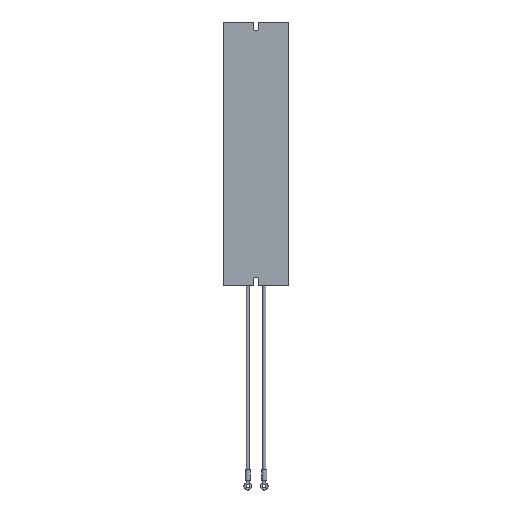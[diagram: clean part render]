
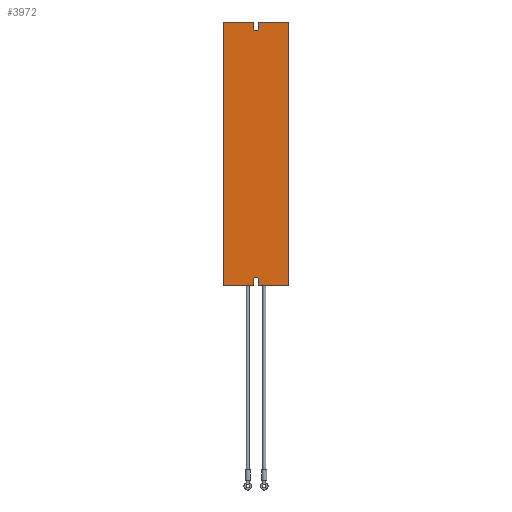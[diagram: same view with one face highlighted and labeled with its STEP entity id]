
A CAD part, front view. The second image highlights one B-rep face of the part: STEP entity #3972.
In plain terms, the highlighted planar face has unit normal (0, -1, 0).
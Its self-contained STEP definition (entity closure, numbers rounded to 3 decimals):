
#50 = VERTEX_POINT ( 'NONE', #1187 ) ;
#82 = ORIENTED_EDGE ( 'NONE', *, *, #3043, .T. ) ;
#122 = VECTOR ( 'NONE', #1454, 1000. ) ;
#224 = AXIS2_PLACEMENT_3D ( 'NONE', #3443, #5081, #3464 ) ;
#231 = ORIENTED_EDGE ( 'NONE', *, *, #4626, .F. ) ;
#306 = VECTOR ( 'NONE', #4471, 1000. ) ;
#381 = LINE ( 'NONE', #4758, #4602 ) ;
#498 = ORIENTED_EDGE ( 'NONE', *, *, #1193, .F. ) ;
#511 = CARTESIAN_POINT ( 'NONE',  ( 0., -15., 232. ) ) ;
#583 = DIRECTION ( 'NONE',  ( 0., 0., -1. ) ) ;
#586 = VERTEX_POINT ( 'NONE', #511 ) ;
#674 = EDGE_CURVE ( 'NONE', #586, #4028, #1822, .T. ) ;
#675 = DIRECTION ( 'NONE',  ( 0., 0., 1. ) ) ;
#728 = EDGE_CURVE ( 'NONE', #2643, #3138, #2014, .T. ) ;
#794 = DIRECTION ( 'NONE',  ( 0., 0., 1. ) ) ;
#795 = EDGE_CURVE ( 'NONE', #4070, #950, #2316, .T. ) ;
#814 = DIRECTION ( 'NONE',  ( 0., 0., -1. ) ) ;
#950 = VERTEX_POINT ( 'NONE', #2169 ) ;
#1048 = CARTESIAN_POINT ( 'NONE',  ( -30., -15., 0. ) ) ;
#1130 = VERTEX_POINT ( 'NONE', #1969 ) ;
#1182 = CARTESIAN_POINT ( 'NONE',  ( -2.5, -15., -5.5 ) ) ;
#1187 = CARTESIAN_POINT ( 'NONE',  ( 30., -15., 240. ) ) ;
#1193 = EDGE_CURVE ( 'NONE', #50, #1755, #381, .T. ) ;
#1218 = ORIENTED_EDGE ( 'NONE', *, *, #4515, .T. ) ;
#1323 = CARTESIAN_POINT ( 'NONE',  ( 2.5, -15., 0. ) ) ;
#1348 = CARTESIAN_POINT ( 'NONE',  ( 0., -15., 234.5 ) ) ;
#1359 = LINE ( 'NONE', #4879, #306 ) ;
#1408 = LINE ( 'NONE', #1182, #2085 ) ;
#1454 = DIRECTION ( 'NONE',  ( 1., 0., 0. ) ) ;
#1581 = CARTESIAN_POINT ( 'NONE',  ( -30., -15., 0. ) ) ;
#1661 = VECTOR ( 'NONE', #2253, 1000. ) ;
#1672 = VECTOR ( 'NONE', #675, 1000. ) ;
#1690 = ORIENTED_EDGE ( 'NONE', *, *, #4355, .T. ) ;
#1692 = DIRECTION ( 'NONE',  ( 0., -1., 0. ) ) ;
#1731 = DIRECTION ( 'NONE',  ( 0., 0., -1. ) ) ;
#1755 = VERTEX_POINT ( 'NONE', #2087 ) ;
#1773 = EDGE_CURVE ( 'NONE', #4721, #586, #4647, .T. ) ;
#1779 = VERTEX_POINT ( 'NONE', #1323 ) ;
#1822 = CIRCLE ( 'NONE', #3399, 2.5 ) ;
#1969 = CARTESIAN_POINT ( 'NONE',  ( 2.5, -15., 240. ) ) ;
#2014 = LINE ( 'NONE', #3006, #2447 ) ;
#2028 = CARTESIAN_POINT ( 'NONE',  ( -30., -15., 240. ) ) ;
#2085 = VECTOR ( 'NONE', #794, 1000. ) ;
#2087 = CARTESIAN_POINT ( 'NONE',  ( 30., -15., 0. ) ) ;
#2161 = LINE ( 'NONE', #2692, #1672 ) ;
#2169 = CARTESIAN_POINT ( 'NONE',  ( -2.5, -15., 5.5 ) ) ;
#2223 = LINE ( 'NONE', #1048, #122 ) ;
#2253 = DIRECTION ( 'NONE',  ( 0., 0., -1. ) ) ;
#2270 = EDGE_CURVE ( 'NONE', #1779, #4070, #2161, .T. ) ;
#2316 = CIRCLE ( 'NONE', #224, 2.5 ) ;
#2390 = ORIENTED_EDGE ( 'NONE', *, *, #3350, .T. ) ;
#2447 = VECTOR ( 'NONE', #2550, 1000. ) ;
#2522 = ORIENTED_EDGE ( 'NONE', *, *, #728, .T. ) ;
#2534 = CARTESIAN_POINT ( 'NONE',  ( -2.5, -15., 234.5 ) ) ;
#2550 = DIRECTION ( 'NONE',  ( 1., 0., 0. ) ) ;
#2629 = DIRECTION ( 'NONE',  ( 0., -1., 0. ) ) ;
#2643 = VERTEX_POINT ( 'NONE', #1581 ) ;
#2692 = CARTESIAN_POINT ( 'NONE',  ( 2.5, -15., -5.5 ) ) ;
#2761 = VERTEX_POINT ( 'NONE', #3853 ) ;
#2772 = AXIS2_PLACEMENT_3D ( 'NONE', #1348, #1692, #1731 ) ;
#2854 = VECTOR ( 'NONE', #3219, 1000. ) ;
#2870 = VECTOR ( 'NONE', #4772, 1000. ) ;
#2881 = CARTESIAN_POINT ( 'NONE',  ( 2.5, -15., 234.5 ) ) ;
#2945 = DIRECTION ( 'NONE',  ( 0., 0., 1. ) ) ;
#3006 = CARTESIAN_POINT ( 'NONE',  ( -30., -15., 0. ) ) ;
#3043 = EDGE_CURVE ( 'NONE', #1130, #4028, #4963, .T. ) ;
#3138 = VERTEX_POINT ( 'NONE', #4850 ) ;
#3219 = DIRECTION ( 'NONE',  ( 1., 0., 0. ) ) ;
#3311 = DIRECTION ( 'NONE',  ( 1., 0., 0. ) ) ;
#3350 = EDGE_CURVE ( 'NONE', #1779, #1755, #2223, .T. ) ;
#3399 = AXIS2_PLACEMENT_3D ( 'NONE', #4921, #2629, #583 ) ;
#3443 = CARTESIAN_POINT ( 'NONE',  ( 0., -15., 5.5 ) ) ;
#3464 = DIRECTION ( 'NONE',  ( 0., 0., -1. ) ) ;
#3510 = EDGE_LOOP ( 'NONE', ( #82, #3620, #3703, #4427, #4169, #1690, #2522, #1218, #4117, #3904, #2390, #498, #231 ) ) ;
#3620 = ORIENTED_EDGE ( 'NONE', *, *, #674, .F. ) ;
#3661 = LINE ( 'NONE', #4228, #1661 ) ;
#3703 = ORIENTED_EDGE ( 'NONE', *, *, #1773, .F. ) ;
#3801 = PLANE ( 'NONE',  #4897 ) ;
#3812 = EDGE_CURVE ( 'NONE', #4123, #4721, #1359, .T. ) ;
#3840 = EDGE_CURVE ( 'NONE', #2761, #4123, #5021, .T. ) ;
#3853 = CARTESIAN_POINT ( 'NONE',  ( -30., -15., 240. ) ) ;
#3904 = ORIENTED_EDGE ( 'NONE', *, *, #2270, .F. ) ;
#3972 = ADVANCED_FACE ( 'NONE', ( #3976 ), #3801, .F. ) ;
#3976 = FACE_OUTER_BOUND ( 'NONE', #3510, .T. ) ;
#4028 = VERTEX_POINT ( 'NONE', #2881 ) ;
#4070 = VERTEX_POINT ( 'NONE', #4474 ) ;
#4088 = CARTESIAN_POINT ( 'NONE',  ( -30., -15., 240. ) ) ;
#4117 = ORIENTED_EDGE ( 'NONE', *, *, #795, .F. ) ;
#4123 = VERTEX_POINT ( 'NONE', #4494 ) ;
#4169 = ORIENTED_EDGE ( 'NONE', *, *, #3840, .F. ) ;
#4228 = CARTESIAN_POINT ( 'NONE',  ( -30., -15., 240. ) ) ;
#4270 = VECTOR ( 'NONE', #3311, 1000. ) ;
#4355 = EDGE_CURVE ( 'NONE', #2761, #2643, #3661, .T. ) ;
#4373 = CARTESIAN_POINT ( 'NONE',  ( 2.5, -15., 245.5 ) ) ;
#4427 = ORIENTED_EDGE ( 'NONE', *, *, #3812, .F. ) ;
#4471 = DIRECTION ( 'NONE',  ( 0., 0., -1. ) ) ;
#4474 = CARTESIAN_POINT ( 'NONE',  ( 2.5, -15., 5.5 ) ) ;
#4494 = CARTESIAN_POINT ( 'NONE',  ( -2.5, -15., 240. ) ) ;
#4515 = EDGE_CURVE ( 'NONE', #3138, #950, #1408, .T. ) ;
#4602 = VECTOR ( 'NONE', #814, 1000. ) ;
#4626 = EDGE_CURVE ( 'NONE', #1130, #50, #5006, .T. ) ;
#4647 = CIRCLE ( 'NONE', #2772, 2.5 ) ;
#4721 = VERTEX_POINT ( 'NONE', #2534 ) ;
#4758 = CARTESIAN_POINT ( 'NONE',  ( 30., -15., 240. ) ) ;
#4772 = DIRECTION ( 'NONE',  ( 0., 0., -1. ) ) ;
#4850 = CARTESIAN_POINT ( 'NONE',  ( -2.5, -15., 0. ) ) ;
#4879 = CARTESIAN_POINT ( 'NONE',  ( -2.5, -15., 245.5 ) ) ;
#4897 = AXIS2_PLACEMENT_3D ( 'NONE', #4929, #4943, #2945 ) ;
#4921 = CARTESIAN_POINT ( 'NONE',  ( 0., -15., 234.5 ) ) ;
#4929 = CARTESIAN_POINT ( 'NONE',  ( -30., -15., 240. ) ) ;
#4943 = DIRECTION ( 'NONE',  ( 0., 1., 0. ) ) ;
#4963 = LINE ( 'NONE', #4373, #2870 ) ;
#5006 = LINE ( 'NONE', #2028, #2854 ) ;
#5021 = LINE ( 'NONE', #4088, #4270 ) ;
#5081 = DIRECTION ( 'NONE',  ( 0., -1., 0. ) ) ;
